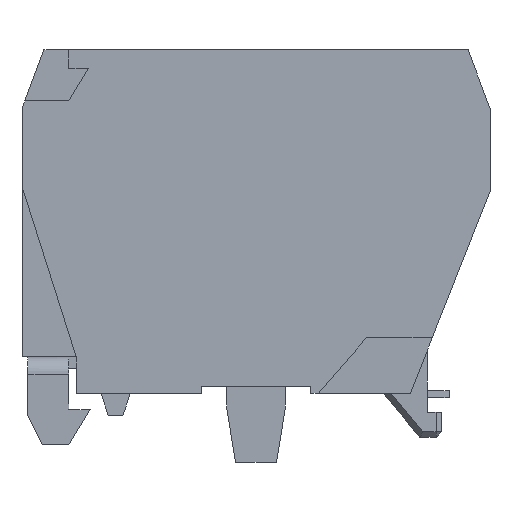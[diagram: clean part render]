
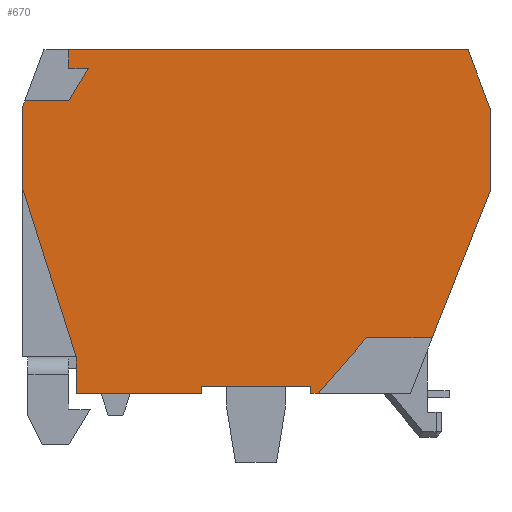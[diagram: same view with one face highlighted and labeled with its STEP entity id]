
A CAD part, left-side view. The second image highlights one B-rep face of the part: STEP entity #670.
In plain terms, the highlighted planar face has unit normal (-1, 0, 0).
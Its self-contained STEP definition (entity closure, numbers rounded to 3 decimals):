
#489=FACE_OUTER_BOUND('',#1054,.T.);
#670=ADVANCED_FACE('',(#489),#858,.T.);
#858=PLANE('',#3959);
#1054=EDGE_LOOP('',(#1388,#1389,#1390,#1391,#1392,#1393,#1394,#1395,#1396,
#1397,#1398,#1399,#1400,#1401,#1402,#1403,#1404,#1405,#1406,#1407,#1408));
#1388=ORIENTED_EDGE('',*,*,#2688,.F.);
#1389=ORIENTED_EDGE('',*,*,#2689,.F.);
#1390=ORIENTED_EDGE('',*,*,#2665,.F.);
#1391=ORIENTED_EDGE('',*,*,#2690,.F.);
#1392=ORIENTED_EDGE('',*,*,#2691,.F.);
#1393=ORIENTED_EDGE('',*,*,#2647,.T.);
#1394=ORIENTED_EDGE('',*,*,#2692,.T.);
#1395=ORIENTED_EDGE('',*,*,#2693,.T.);
#1396=ORIENTED_EDGE('',*,*,#2694,.F.);
#1397=ORIENTED_EDGE('',*,*,#2695,.T.);
#1398=ORIENTED_EDGE('',*,*,#2696,.T.);
#1399=ORIENTED_EDGE('',*,*,#2697,.F.);
#1400=ORIENTED_EDGE('',*,*,#2698,.F.);
#1401=ORIENTED_EDGE('',*,*,#2699,.T.);
#1402=ORIENTED_EDGE('',*,*,#2700,.F.);
#1403=ORIENTED_EDGE('',*,*,#2595,.T.);
#1404=ORIENTED_EDGE('',*,*,#2701,.F.);
#1405=ORIENTED_EDGE('',*,*,#2702,.F.);
#1406=ORIENTED_EDGE('',*,*,#2703,.F.);
#1407=ORIENTED_EDGE('',*,*,#2704,.T.);
#1408=ORIENTED_EDGE('',*,*,#2705,.F.);
#2265=VERTEX_POINT('',#5166);
#2266=VERTEX_POINT('',#5168);
#2302=VERTEX_POINT('',#5271);
#2305=VERTEX_POINT('',#5276);
#2321=VERTEX_POINT('',#5313);
#2322=VERTEX_POINT('',#5315);
#2342=VERTEX_POINT('',#5360);
#2343=VERTEX_POINT('',#5361);
#2344=VERTEX_POINT('',#5364);
#2345=VERTEX_POINT('',#5367);
#2346=VERTEX_POINT('',#5369);
#2347=VERTEX_POINT('',#5371);
#2348=VERTEX_POINT('',#5373);
#2349=VERTEX_POINT('',#5375);
#2350=VERTEX_POINT('',#5377);
#2351=VERTEX_POINT('',#5379);
#2352=VERTEX_POINT('',#5381);
#2353=VERTEX_POINT('',#5384);
#2354=VERTEX_POINT('',#5386);
#2355=VERTEX_POINT('',#5388);
#2356=VERTEX_POINT('',#5390);
#2595=EDGE_CURVE('',#2266,#2265,#3095,.T.);
#2647=EDGE_CURVE('',#2302,#2305,#3145,.T.);
#2665=EDGE_CURVE('',#2321,#2322,#3163,.T.);
#2688=EDGE_CURVE('',#2342,#2343,#3186,.T.);
#2689=EDGE_CURVE('',#2322,#2342,#3187,.T.);
#2690=EDGE_CURVE('',#2344,#2321,#3188,.T.);
#2691=EDGE_CURVE('',#2302,#2344,#3189,.T.);
#2692=EDGE_CURVE('',#2305,#2345,#3190,.T.);
#2693=EDGE_CURVE('',#2345,#2346,#3191,.T.);
#2694=EDGE_CURVE('',#2347,#2346,#3192,.T.);
#2695=EDGE_CURVE('',#2347,#2348,#3193,.T.);
#2696=EDGE_CURVE('',#2348,#2349,#3194,.T.);
#2697=EDGE_CURVE('',#2350,#2349,#3195,.T.);
#2698=EDGE_CURVE('',#2351,#2350,#3196,.T.);
#2699=EDGE_CURVE('',#2351,#2352,#3197,.T.);
#2700=EDGE_CURVE('',#2266,#2352,#3198,.T.);
#2701=EDGE_CURVE('',#2353,#2265,#3199,.T.);
#2702=EDGE_CURVE('',#2354,#2353,#3200,.T.);
#2703=EDGE_CURVE('',#2355,#2354,#3201,.T.);
#2704=EDGE_CURVE('',#2355,#2356,#3202,.T.);
#2705=EDGE_CURVE('',#2343,#2356,#3203,.T.);
#3095=LINE('',#5167,#3526);
#3145=LINE('',#5277,#3576);
#3163=LINE('',#5314,#3594);
#3186=LINE('',#5359,#3617);
#3187=LINE('',#5362,#3618);
#3188=LINE('',#5363,#3619);
#3189=LINE('',#5365,#3620);
#3190=LINE('',#5366,#3621);
#3191=LINE('',#5368,#3622);
#3192=LINE('',#5370,#3623);
#3193=LINE('',#5372,#3624);
#3194=LINE('',#5374,#3625);
#3195=LINE('',#5376,#3626);
#3196=LINE('',#5378,#3627);
#3197=LINE('',#5380,#3628);
#3198=LINE('',#5382,#3629);
#3199=LINE('',#5383,#3630);
#3200=LINE('',#5385,#3631);
#3201=LINE('',#5387,#3632);
#3202=LINE('',#5389,#3633);
#3203=LINE('',#5391,#3634);
#3526=VECTOR('',#4217,1.);
#3576=VECTOR('',#4307,1.);
#3594=VECTOR('',#4331,1.);
#3617=VECTOR('',#4358,1.);
#3618=VECTOR('',#4359,1.);
#3619=VECTOR('',#4360,1.);
#3620=VECTOR('',#4361,1.);
#3621=VECTOR('',#4362,1.);
#3622=VECTOR('',#4363,1.);
#3623=VECTOR('',#4364,1.);
#3624=VECTOR('',#4365,1.);
#3625=VECTOR('',#4366,1.);
#3626=VECTOR('',#4367,1.);
#3627=VECTOR('',#4368,1.);
#3628=VECTOR('',#4369,1.);
#3629=VECTOR('',#4370,1.);
#3630=VECTOR('',#4371,1.);
#3631=VECTOR('',#4372,1.);
#3632=VECTOR('',#4373,1.);
#3633=VECTOR('',#4374,1.);
#3634=VECTOR('',#4375,1.);
#3959=AXIS2_PLACEMENT_3D('',#5392,#4376,#4377);
#4217=DIRECTION('',(0.,1.,0.));
#4307=DIRECTION('',(0.,-1.,0.));
#4331=DIRECTION('',(0.,0.,1.));
#4358=DIRECTION('',(0.,-1.,0.));
#4359=DIRECTION('',(0.,-0.351,0.936));
#4360=DIRECTION('',(0.,0.303,0.953));
#4361=DIRECTION('',(0.,0.,1.));
#4362=DIRECTION('',(0.,0.,1.));
#4363=DIRECTION('',(0.,-1.,0.));
#4364=DIRECTION('',(0.,0.,1.));
#4365=DIRECTION('',(0.,-1.,0.));
#4366=DIRECTION('',(0.,-0.656,0.755));
#4367=DIRECTION('',(0.,1.,0.));
#4368=DIRECTION('',(0.,0.367,-0.93));
#4369=DIRECTION('',(0.,0.,1.));
#4370=DIRECTION('',(0.,-0.351,-0.936));
#4371=DIRECTION('',(0.,0.,1.));
#4372=DIRECTION('',(0.,0.942,0.336));
#4373=DIRECTION('',(0.,0.,1.));
#4374=DIRECTION('',(0.,-1.,0.));
#4375=DIRECTION('',(0.,-0.52,0.854));
#4376=DIRECTION('',(-1.,0.,0.));
#4377=DIRECTION('',(0.,0.,1.));
#5166=CARTESIAN_POINT('',(-4.9,26.01,23.8));
#5167=CARTESIAN_POINT('',(-4.9,13.21,23.8));
#5168=CARTESIAN_POINT('',(-4.9,-1.29,23.8));
#5271=CARTESIAN_POINT('',(-4.9,25.51,0.3));
#5276=CARTESIAN_POINT('',(-4.9,16.96,0.3));
#5277=CARTESIAN_POINT('',(-4.9,13.21,0.3));
#5313=CARTESIAN_POINT('',(-4.9,29.21,14.429));
#5314=CARTESIAN_POINT('',(-4.9,29.21,0.3));
#5315=CARTESIAN_POINT('',(-4.9,29.21,19.8));
#5359=CARTESIAN_POINT('',(-4.9,28.81,20.3));
#5360=CARTESIAN_POINT('',(-4.9,29.023,20.3));
#5361=CARTESIAN_POINT('',(-4.9,26.01,20.3));
#5362=CARTESIAN_POINT('',(-4.9,33.648,7.964));
#5363=CARTESIAN_POINT('',(-4.9,25.51,2.8));
#5364=CARTESIAN_POINT('',(-4.9,25.51,2.8));
#5365=CARTESIAN_POINT('',(-4.9,25.51,0.3));
#5366=CARTESIAN_POINT('',(-4.9,16.96,0.3));
#5367=CARTESIAN_POINT('',(-4.9,16.96,0.8));
#5368=CARTESIAN_POINT('',(-4.9,13.21,0.8));
#5369=CARTESIAN_POINT('',(-4.9,9.46,0.8));
#5370=CARTESIAN_POINT('',(-4.9,9.46,0.3));
#5371=CARTESIAN_POINT('',(-4.9,9.46,0.3));
#5372=CARTESIAN_POINT('',(-4.9,13.21,0.3));
#5373=CARTESIAN_POINT('',(-4.9,8.96,0.3));
#5374=CARTESIAN_POINT('',(-4.9,8.96,0.3));
#5375=CARTESIAN_POINT('',(-4.9,5.659,4.1));
#5376=CARTESIAN_POINT('',(-4.9,13.21,4.1));
#5377=CARTESIAN_POINT('',(-4.9,1.159,4.1));
#5378=CARTESIAN_POINT('',(-4.9,4.083,-3.304));
#5379=CARTESIAN_POINT('',(-4.9,-2.79,14.1));
#5380=CARTESIAN_POINT('',(-4.9,-2.79,0.3));
#5381=CARTESIAN_POINT('',(-4.9,-2.79,19.8));
#5382=CARTESIAN_POINT('',(-4.9,-7.228,7.964));
#5383=CARTESIAN_POINT('',(-4.9,26.01,23.3));
#5384=CARTESIAN_POINT('',(-4.9,26.01,23.1));
#5385=CARTESIAN_POINT('',(-4.9,28.557,24.01));
#5386=CARTESIAN_POINT('',(-4.9,26.01,23.1));
#5387=CARTESIAN_POINT('',(-4.9,26.01,23.3));
#5388=CARTESIAN_POINT('',(-4.9,26.01,22.5));
#5389=CARTESIAN_POINT('',(-4.9,28.81,22.5));
#5390=CARTESIAN_POINT('',(-4.9,24.671,22.5));
#5391=CARTESIAN_POINT('',(-4.9,25.435,21.245));
#5392=CARTESIAN_POINT('',(-4.9,13.21,0.3));
